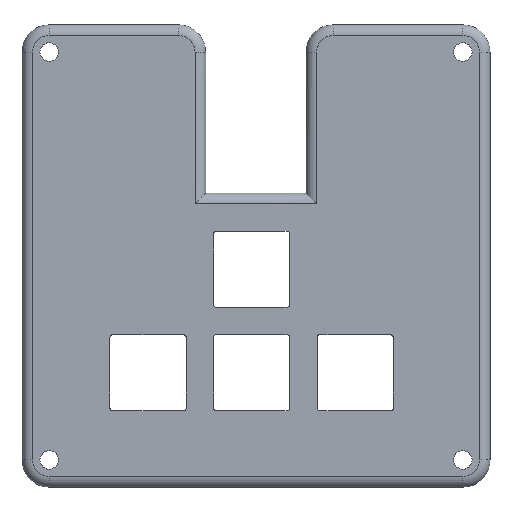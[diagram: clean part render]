
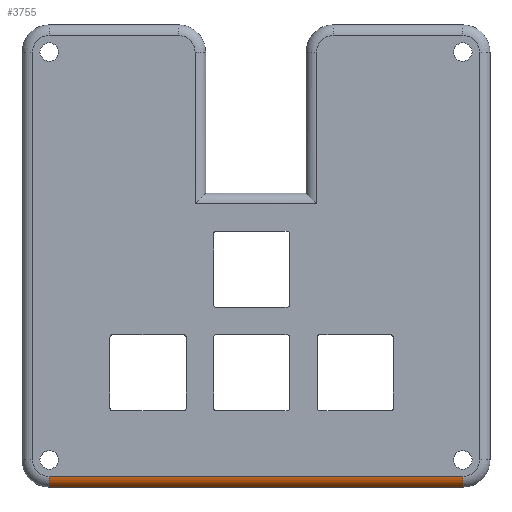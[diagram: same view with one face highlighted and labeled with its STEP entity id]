
A CAD part, top view. The second image highlights one B-rep face of the part: STEP entity #3755.
In plain terms, the highlighted cylindrical face has radius 2 mm (diameter 4 mm), a partial arc.
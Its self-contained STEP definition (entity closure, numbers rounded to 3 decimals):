
#369=CIRCLE('',#3988,2.);
#372=CIRCLE('',#3992,2.);
#431=FACE_OUTER_BOUND('',#639,.T.);
#639=EDGE_LOOP('',(#2602,#2603,#2604,#2605));
#879=LINE('',#5016,#1252);
#880=LINE('',#5017,#1253);
#1252=VECTOR('',#4233,10.);
#1253=VECTOR('',#4234,2.);
#1633=VERTEX_POINT('',#5007);
#1634=VERTEX_POINT('',#5008);
#1635=VERTEX_POINT('',#5013);
#1636=VERTEX_POINT('',#5014);
#2020=EDGE_CURVE('',#1633,#1634,#369,.T.);
#2023=EDGE_CURVE('',#1635,#1636,#372,.T.);
#2024=EDGE_CURVE('',#1634,#1636,#879,.T.);
#2025=EDGE_CURVE('',#1633,#1635,#880,.T.);
#2602=ORIENTED_EDGE('',*,*,#2023,.T.);
#2603=ORIENTED_EDGE('',*,*,#2024,.F.);
#2604=ORIENTED_EDGE('',*,*,#2020,.F.);
#2605=ORIENTED_EDGE('',*,*,#2025,.T.);
#3724=CYLINDRICAL_SURFACE('',#3991,2.);
#3755=ADVANCED_FACE('',(#431),#3724,.T.);
#3988=AXIS2_PLACEMENT_3D('',#5009,#4223,#4224);
#3991=AXIS2_PLACEMENT_3D('',#5012,#4229,#4230);
#3992=AXIS2_PLACEMENT_3D('',#5015,#4231,#4232);
#4223=DIRECTION('center_axis',(1.,0.,0.));
#4224=DIRECTION('ref_axis',(0.,0.,1.));
#4229=DIRECTION('center_axis',(-1.,0.,0.));
#4230=DIRECTION('ref_axis',(0.,-0.968,0.25));
#4231=DIRECTION('center_axis',(1.,0.,0.));
#4232=DIRECTION('ref_axis',(0.,0.,1.));
#4233=DIRECTION('',(-1.,0.,0.));
#4234=DIRECTION('',(-1.,0.,0.));
#5007=CARTESIAN_POINT('',(84.12,11.748,1.5));
#5008=CARTESIAN_POINT('',(84.12,9.812,0.));
#5009=CARTESIAN_POINT('Origin',(84.12,11.748,-0.5));
#5012=CARTESIAN_POINT('Origin',(89.12,11.748,-0.5));
#5013=CARTESIAN_POINT('',(8.07,11.748,1.5));
#5014=CARTESIAN_POINT('',(8.07,9.812,0.));
#5015=CARTESIAN_POINT('Origin',(8.07,11.748,-0.5));
#5016=CARTESIAN_POINT('',(89.12,9.812,0.));
#5017=CARTESIAN_POINT('',(89.12,11.748,1.5));
